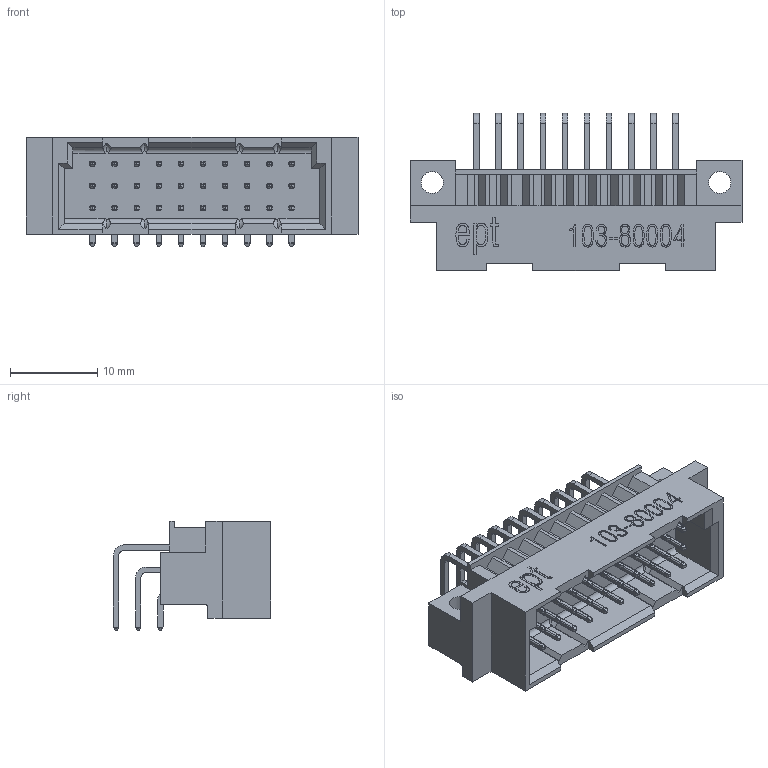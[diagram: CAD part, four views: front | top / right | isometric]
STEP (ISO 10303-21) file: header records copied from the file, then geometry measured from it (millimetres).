
FILE_DESCRIPTION(('FreeCAD Model'),'2;1');
FILE_NAME( '103-80004_C.step' ,'2018-04-27T17:10:48',('kicad StepUp'),('ksu MCAD'), 'Open CASCADE STEP processor 6.8','FreeCAD','Unknown');
FILE_SCHEMA(('AUTOMOTIVE_DESIGN_CC2 { 1 2 10303 214 -1 1 5 4 }'));
Products named in the file (1): 103-80004_C
Bounding box: 38.1 x 18.03 x 12.53 mm (x, y, z)
Volume: 2519.3 mm3; surface area: 3616.5 mm2
Topology: 1 solids, 1 shells, 1386 faces, 3935 edges, 2632 vertices
Faces by surface type: plane 714, cylinder 571, bspline 101
Entity records: 60707 total; most frequent: CARTESIAN_POINT 17663, ORIENTED_EDGE 7870, DIRECTION 5739, EDGE_CURVE 3935, VERTEX_POINT 2632, LINE 2299, VECTOR 2299, AXIS2_PLACEMENT_3D 1720
